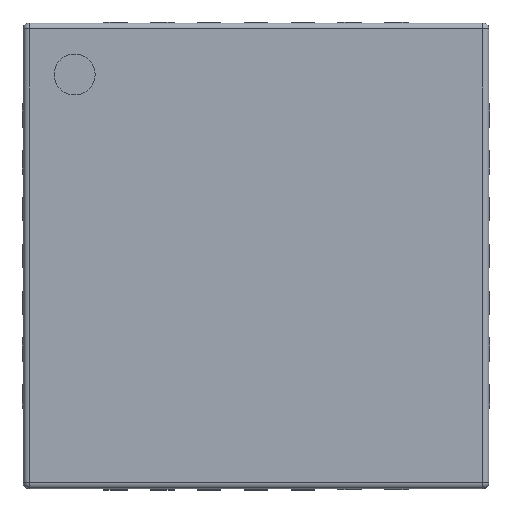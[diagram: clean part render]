
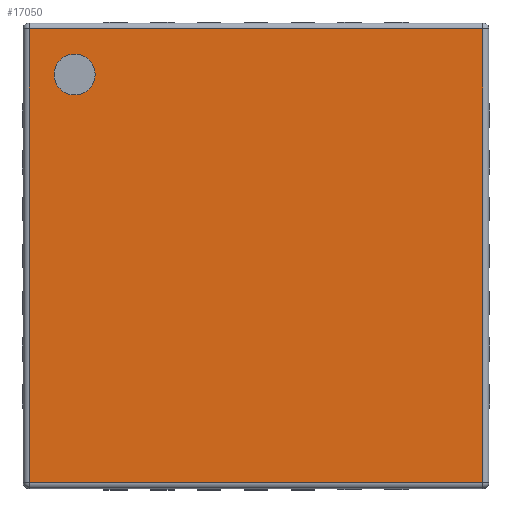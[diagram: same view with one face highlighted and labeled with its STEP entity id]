
A CAD part, top view. The second image highlights one B-rep face of the part: STEP entity #17050.
In plain terms, the highlighted planar face has unit normal (0, 0, 1).
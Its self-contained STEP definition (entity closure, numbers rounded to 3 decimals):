
#4629 = CYLINDRICAL_SURFACE('',#4630,0.05);
#4630 = AXIS2_PLACEMENT_3D('',#4631,#4632,#4633);
#4631 = CARTESIAN_POINT('',(-1.94,-1.94,0.83));
#4632 = DIRECTION('',(0.,1.,0.));
#4633 = DIRECTION('',(-1.,0.,0.));
#14488 = VERTEX_POINT('',#14489);
#14489 = CARTESIAN_POINT('',(-1.94,-1.94,0.88));
#14509 = EDGE_CURVE('',#14488,#14510,#14512,.T.);
#14510 = VERTEX_POINT('',#14511);
#14511 = CARTESIAN_POINT('',(-1.94,1.94,0.88));
#14512 = SURFACE_CURVE('',#14513,(#14517,#14524),.PCURVE_S1.);
#14513 = LINE('',#14514,#14515);
#14514 = CARTESIAN_POINT('',(-1.94,-1.94,0.88));
#14515 = VECTOR('',#14516,1.);
#14516 = DIRECTION('',(0.,1.,0.));
#14517 = PCURVE('',#4629,#14518);
#14518 = DEFINITIONAL_REPRESENTATION('',(#14519),#14523);
#14519 = LINE('',#14520,#14521);
#14520 = CARTESIAN_POINT('',(1.571,0.));
#14521 = VECTOR('',#14522,1.);
#14522 = DIRECTION('',(0.,1.));
#14523 = ( GEOMETRIC_REPRESENTATION_CONTEXT(2) 
PARAMETRIC_REPRESENTATION_CONTEXT() REPRESENTATION_CONTEXT('2D SPACE',''
  ) );
#14524 = PCURVE('',#14525,#14530);
#14525 = PLANE('',#14526);
#14526 = AXIS2_PLACEMENT_3D('',#14527,#14528,#14529);
#14527 = CARTESIAN_POINT('',(-1.99,-1.99,0.88));
#14528 = DIRECTION('',(0.,0.,1.));
#14529 = DIRECTION('',(1.,0.,0.));
#14530 = DEFINITIONAL_REPRESENTATION('',(#14531),#14535);
#14531 = LINE('',#14532,#14533);
#14532 = CARTESIAN_POINT('',(0.05,0.05));
#14533 = VECTOR('',#14534,1.);
#14534 = DIRECTION('',(0.,1.));
#14535 = ( GEOMETRIC_REPRESENTATION_CONTEXT(2) 
PARAMETRIC_REPRESENTATION_CONTEXT() REPRESENTATION_CONTEXT('2D SPACE',''
  ) );
#14859 = CYLINDRICAL_SURFACE('',#14860,0.05);
#14860 = AXIS2_PLACEMENT_3D('',#14861,#14862,#14863);
#14861 = CARTESIAN_POINT('',(-1.99,-1.94,0.83));
#14862 = DIRECTION('',(1.,0.,0.));
#14863 = DIRECTION('',(0.,-1.,0.));
#15676 = CYLINDRICAL_SURFACE('',#15677,0.05);
#15677 = AXIS2_PLACEMENT_3D('',#15678,#15679,#15680);
#15678 = CARTESIAN_POINT('',(-1.99,1.94,0.83));
#15679 = DIRECTION('',(1.,0.,0.));
#15680 = DIRECTION('',(0.,1.,0.));
#16186 = CYLINDRICAL_SURFACE('',#16187,0.05);
#16187 = AXIS2_PLACEMENT_3D('',#16188,#16189,#16190);
#16188 = CARTESIAN_POINT('',(1.94,-1.94,0.83));
#16189 = DIRECTION('',(0.,1.,0.));
#16190 = DIRECTION('',(0.,0.,1.));
#17050 = ADVANCED_FACE('',(#17051,#17121),#14525,.T.);
#17051 = FACE_BOUND('',#17052,.T.);
#17052 = EDGE_LOOP('',(#17053,#17076,#17099,#17120));
#17053 = ORIENTED_EDGE('',*,*,#17054,.T.);
#17054 = EDGE_CURVE('',#14488,#17055,#17057,.T.);
#17055 = VERTEX_POINT('',#17056);
#17056 = CARTESIAN_POINT('',(1.94,-1.94,0.88));
#17057 = SURFACE_CURVE('',#17058,(#17062,#17069),.PCURVE_S1.);
#17058 = LINE('',#17059,#17060);
#17059 = CARTESIAN_POINT('',(-1.99,-1.94,0.88));
#17060 = VECTOR('',#17061,1.);
#17061 = DIRECTION('',(1.,0.,0.));
#17062 = PCURVE('',#14525,#17063);
#17063 = DEFINITIONAL_REPRESENTATION('',(#17064),#17068);
#17064 = LINE('',#17065,#17066);
#17065 = CARTESIAN_POINT('',(0.,0.05));
#17066 = VECTOR('',#17067,1.);
#17067 = DIRECTION('',(1.,0.));
#17068 = ( GEOMETRIC_REPRESENTATION_CONTEXT(2) 
PARAMETRIC_REPRESENTATION_CONTEXT() REPRESENTATION_CONTEXT('2D SPACE',''
  ) );
#17069 = PCURVE('',#14859,#17070);
#17070 = DEFINITIONAL_REPRESENTATION('',(#17071),#17075);
#17071 = LINE('',#17072,#17073);
#17072 = CARTESIAN_POINT('',(-1.571,0.));
#17073 = VECTOR('',#17074,1.);
#17074 = DIRECTION('',(-0.,1.));
#17075 = ( GEOMETRIC_REPRESENTATION_CONTEXT(2) 
PARAMETRIC_REPRESENTATION_CONTEXT() REPRESENTATION_CONTEXT('2D SPACE',''
  ) );
#17076 = ORIENTED_EDGE('',*,*,#17077,.T.);
#17077 = EDGE_CURVE('',#17055,#17078,#17080,.T.);
#17078 = VERTEX_POINT('',#17079);
#17079 = CARTESIAN_POINT('',(1.94,1.94,0.88));
#17080 = SURFACE_CURVE('',#17081,(#17085,#17092),.PCURVE_S1.);
#17081 = LINE('',#17082,#17083);
#17082 = CARTESIAN_POINT('',(1.94,-1.94,0.88));
#17083 = VECTOR('',#17084,1.);
#17084 = DIRECTION('',(0.,1.,0.));
#17085 = PCURVE('',#14525,#17086);
#17086 = DEFINITIONAL_REPRESENTATION('',(#17087),#17091);
#17087 = LINE('',#17088,#17089);
#17088 = CARTESIAN_POINT('',(3.93,0.05));
#17089 = VECTOR('',#17090,1.);
#17090 = DIRECTION('',(0.,1.));
#17091 = ( GEOMETRIC_REPRESENTATION_CONTEXT(2) 
PARAMETRIC_REPRESENTATION_CONTEXT() REPRESENTATION_CONTEXT('2D SPACE',''
  ) );
#17092 = PCURVE('',#16186,#17093);
#17093 = DEFINITIONAL_REPRESENTATION('',(#17094),#17098);
#17094 = LINE('',#17095,#17096);
#17095 = CARTESIAN_POINT('',(0.,0.));
#17096 = VECTOR('',#17097,1.);
#17097 = DIRECTION('',(0.,1.));
#17098 = ( GEOMETRIC_REPRESENTATION_CONTEXT(2) 
PARAMETRIC_REPRESENTATION_CONTEXT() REPRESENTATION_CONTEXT('2D SPACE',''
  ) );
#17099 = ORIENTED_EDGE('',*,*,#17100,.F.);
#17100 = EDGE_CURVE('',#14510,#17078,#17101,.T.);
#17101 = SURFACE_CURVE('',#17102,(#17106,#17113),.PCURVE_S1.);
#17102 = LINE('',#17103,#17104);
#17103 = CARTESIAN_POINT('',(-1.99,1.94,0.88));
#17104 = VECTOR('',#17105,1.);
#17105 = DIRECTION('',(1.,0.,0.));
#17106 = PCURVE('',#14525,#17107);
#17107 = DEFINITIONAL_REPRESENTATION('',(#17108),#17112);
#17108 = LINE('',#17109,#17110);
#17109 = CARTESIAN_POINT('',(0.,3.93));
#17110 = VECTOR('',#17111,1.);
#17111 = DIRECTION('',(1.,0.));
#17112 = ( GEOMETRIC_REPRESENTATION_CONTEXT(2) 
PARAMETRIC_REPRESENTATION_CONTEXT() REPRESENTATION_CONTEXT('2D SPACE',''
  ) );
#17113 = PCURVE('',#15676,#17114);
#17114 = DEFINITIONAL_REPRESENTATION('',(#17115),#17119);
#17115 = LINE('',#17116,#17117);
#17116 = CARTESIAN_POINT('',(1.571,0.));
#17117 = VECTOR('',#17118,1.);
#17118 = DIRECTION('',(0.,1.));
#17119 = ( GEOMETRIC_REPRESENTATION_CONTEXT(2) 
PARAMETRIC_REPRESENTATION_CONTEXT() REPRESENTATION_CONTEXT('2D SPACE',''
  ) );
#17120 = ORIENTED_EDGE('',*,*,#14509,.F.);
#17121 = FACE_BOUND('',#17122,.T.);
#17122 = EDGE_LOOP('',(#17123));
#17123 = ORIENTED_EDGE('',*,*,#17124,.F.);
#17124 = EDGE_CURVE('',#17125,#17125,#17127,.T.);
#17125 = VERTEX_POINT('',#17126);
#17126 = CARTESIAN_POINT('',(-1.375,-1.55,0.88));
#17127 = SURFACE_CURVE('',#17128,(#17133,#17140),.PCURVE_S1.);
#17128 = CIRCLE('',#17129,0.175);
#17129 = AXIS2_PLACEMENT_3D('',#17130,#17131,#17132);
#17130 = CARTESIAN_POINT('',(-1.55,-1.55,0.88));
#17131 = DIRECTION('',(0.,0.,1.));
#17132 = DIRECTION('',(1.,0.,0.));
#17133 = PCURVE('',#14525,#17134);
#17134 = DEFINITIONAL_REPRESENTATION('',(#17135),#17139);
#17135 = CIRCLE('',#17136,0.175);
#17136 = AXIS2_PLACEMENT_2D('',#17137,#17138);
#17137 = CARTESIAN_POINT('',(0.44,0.44));
#17138 = DIRECTION('',(1.,0.));
#17139 = ( GEOMETRIC_REPRESENTATION_CONTEXT(2) 
PARAMETRIC_REPRESENTATION_CONTEXT() REPRESENTATION_CONTEXT('2D SPACE',''
  ) );
#17140 = PCURVE('',#17141,#17146);
#17141 = CYLINDRICAL_SURFACE('',#17142,0.175);
#17142 = AXIS2_PLACEMENT_3D('',#17143,#17144,#17145);
#17143 = CARTESIAN_POINT('',(-1.55,-1.55,0.88));
#17144 = DIRECTION('',(-0.,-0.,-1.));
#17145 = DIRECTION('',(1.,0.,0.));
#17146 = DEFINITIONAL_REPRESENTATION('',(#17147),#17151);
#17147 = LINE('',#17148,#17149);
#17148 = CARTESIAN_POINT('',(-0.,0.));
#17149 = VECTOR('',#17150,1.);
#17150 = DIRECTION('',(-1.,0.));
#17151 = ( GEOMETRIC_REPRESENTATION_CONTEXT(2) 
PARAMETRIC_REPRESENTATION_CONTEXT() REPRESENTATION_CONTEXT('2D SPACE',''
  ) );
